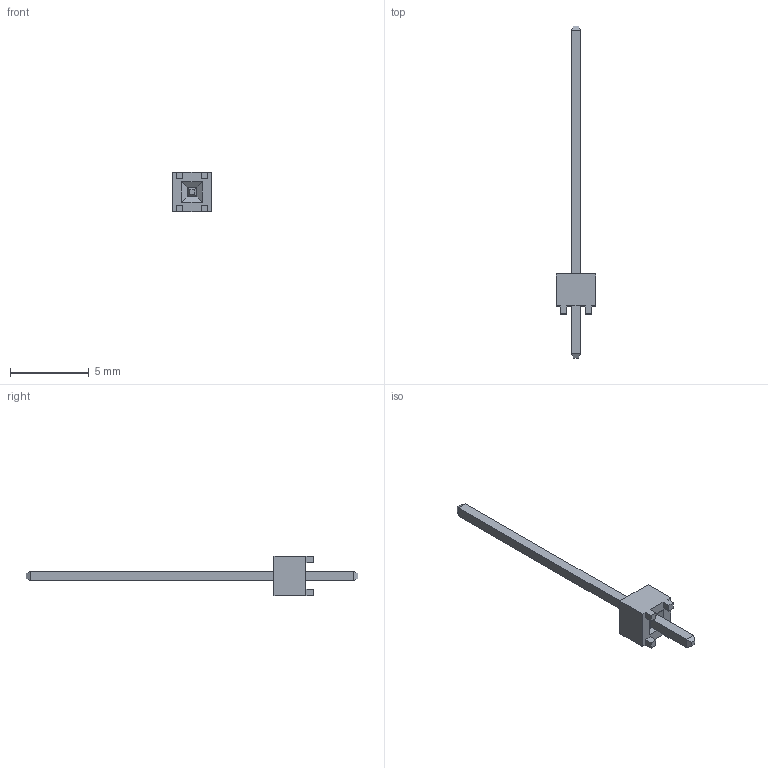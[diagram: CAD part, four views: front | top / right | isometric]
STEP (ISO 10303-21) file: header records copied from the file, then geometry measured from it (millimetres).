
FILE_DESCRIPTION(/* description */ ('Alibre Inc.'),/* implementation_level */ '2;1');
FILE_NAME(/* name */ 'export0',/* time_stamp */ '2013-11-06T14:45:42-06:00',/* author */ (''),/* organization */ (''),/* preprocessor_version */ 'ST-DEVELOPER v14',/* originating_system */ 'Alibre',/* authorisation */ '');
FILE_SCHEMA (('AUTOMOTIVE_DESIGN'));
Length unit declared in the file: inch
Bounding box: 2.54 x 21.08 x 2.54 mm (x, y, z)
Volume: 20.8 mm3; surface area: 86.4 mm2
Topology: 1 solids, 1 shells, 48 faces, 116 edges, 72 vertices
Faces by surface type: plane 48
Entity records: 1362 total; most frequent: CARTESIAN_POINT 237, ORIENTED_EDGE 232, DIRECTION 166, VECTOR 116, LINE 116, EDGE_CURVE 116, VERTEX_POINT 72, EDGE_LOOP 50
